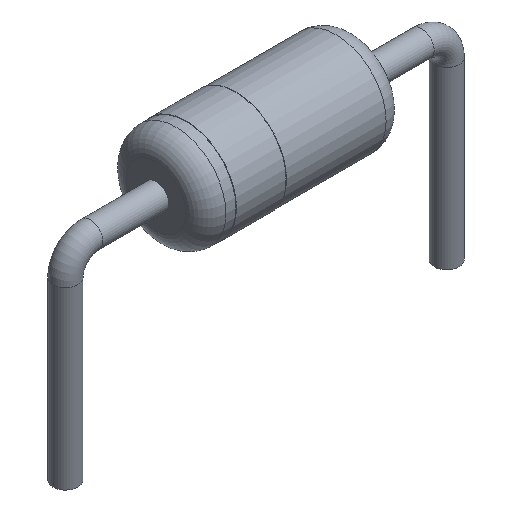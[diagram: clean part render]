
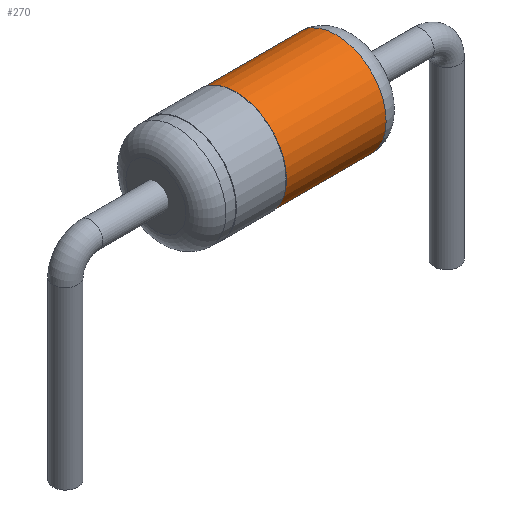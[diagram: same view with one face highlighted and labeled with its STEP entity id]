
A CAD part, isometric view. The second image highlights one B-rep face of the part: STEP entity #270.
In plain terms, the highlighted cylindrical face has radius 1 mm (diameter 2 mm), a full revolution.
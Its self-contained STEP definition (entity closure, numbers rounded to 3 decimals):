
#232 = EDGE_CURVE('',#233,#233,#235,.T.);
#233 = VERTEX_POINT('',#234);
#234 = CARTESIAN_POINT('',(3.41,0.,2.5));
#235 = CIRCLE('',#236,1.);
#236 = AXIS2_PLACEMENT_3D('',#237,#238,#239);
#237 = CARTESIAN_POINT('',(3.41,0.,1.5));
#238 = DIRECTION('',(1.,0.,0.));
#239 = DIRECTION('',(0.,0.,1.));
#270 = ADVANCED_FACE('',(#271),#290,.T.);
#271 = FACE_BOUND('',#272,.T.);
#272 = EDGE_LOOP('',(#273,#274,#282,#289));
#273 = ORIENTED_EDGE('',*,*,#232,.T.);
#274 = ORIENTED_EDGE('',*,*,#275,.T.);
#275 = EDGE_CURVE('',#233,#276,#278,.T.);
#276 = VERTEX_POINT('',#277);
#277 = CARTESIAN_POINT('',(5.41,0.,2.5));
#278 = LINE('',#279,#280);
#279 = CARTESIAN_POINT('',(1.81,0.,2.5));
#280 = VECTOR('',#281,1.);
#281 = DIRECTION('',(1.,0.,0.));
#282 = ORIENTED_EDGE('',*,*,#283,.F.);
#283 = EDGE_CURVE('',#276,#276,#284,.T.);
#284 = CIRCLE('',#285,1.);
#285 = AXIS2_PLACEMENT_3D('',#286,#287,#288);
#286 = CARTESIAN_POINT('',(5.41,0.,1.5));
#287 = DIRECTION('',(1.,0.,0.));
#288 = DIRECTION('',(0.,0.,1.));
#289 = ORIENTED_EDGE('',*,*,#275,.F.);
#290 = CYLINDRICAL_SURFACE('',#291,1.);
#291 = AXIS2_PLACEMENT_3D('',#292,#293,#294);
#292 = CARTESIAN_POINT('',(1.81,0.,1.5));
#293 = DIRECTION('',(1.,0.,0.));
#294 = DIRECTION('',(0.,0.,1.));
